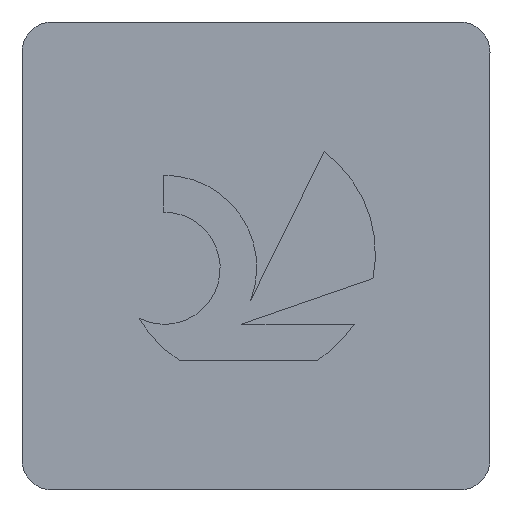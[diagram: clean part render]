
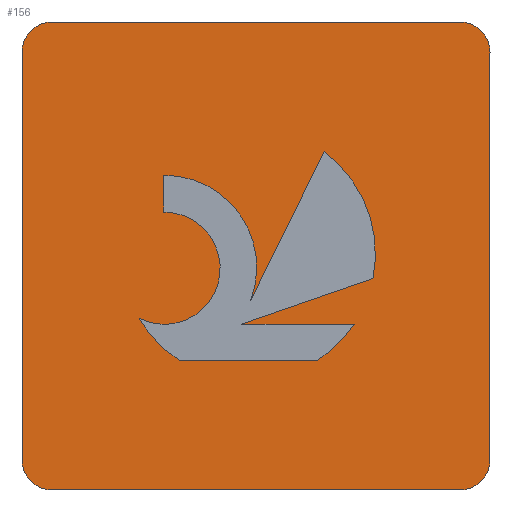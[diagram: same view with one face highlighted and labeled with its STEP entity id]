
A CAD part, top view. The second image highlights one B-rep face of the part: STEP entity #156.
In plain terms, the highlighted planar face has unit normal (0, 0, 1).
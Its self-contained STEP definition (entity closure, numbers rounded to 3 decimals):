
#142=EDGE_CURVE('',#366,#352,#394,.T.);
#150=EDGE_CURVE('',#348,#356,#402,.T.);
#152=EDGE_CURVE('',#296,#366,#404,.T.);
#156=ADVANCED_FACE('',(#409,#410),#411,.T.);
#158=EDGE_CURVE('',#282,#274,#413,.T.);
#180=VERTEX_POINT('',#438);
#184=EDGE_CURVE('',#350,#316,#442,.T.);
#188=VERTEX_POINT('',#446);
#200=VERTEX_POINT('',#459);
#208=EDGE_CURVE('',#322,#272,#468,.T.);
#214=EDGE_CURVE('',#356,#200,#474,.T.);
#224=EDGE_CURVE('',#316,#342,#485,.T.);
#236=EDGE_CURVE('',#286,#250,#500,.T.);
#240=EDGE_CURVE('',#272,#286,#504,.T.);
#246=EDGE_CURVE('',#250,#188,#511,.T.);
#250=VERTEX_POINT('',#516);
#262=EDGE_CURVE('',#200,#296,#529,.T.);
#272=VERTEX_POINT('',#541);
#274=VERTEX_POINT('',#543);
#282=VERTEX_POINT('',#552);
#286=VERTEX_POINT('',#556);
#296=VERTEX_POINT('',#566);
#304=VERTEX_POINT('',#574);
#308=EDGE_CURVE('',#304,#330,#578,.T.);
#316=VERTEX_POINT('',#589);
#320=EDGE_CURVE('',#188,#282,#593,.T.);
#322=VERTEX_POINT('',#595);
#330=VERTEX_POINT('',#603);
#340=EDGE_CURVE('',#352,#304,#614,.T.);
#342=VERTEX_POINT('',#616);
#344=EDGE_CURVE('',#342,#180,#618,.T.);
#348=VERTEX_POINT('',#622);
#350=VERTEX_POINT('',#624);
#352=VERTEX_POINT('',#626);
#356=VERTEX_POINT('',#631);
#362=EDGE_CURVE('',#330,#348,#637,.T.);
#366=VERTEX_POINT('',#641);
#372=EDGE_CURVE('',#180,#322,#647,.T.);
#376=EDGE_CURVE('',#274,#350,#651,.T.);
#394=CIRCLE('',#660,0.8);
#402=CIRCLE('',#674,0.8);
#404=LINE('',#677,#678);
#409=FACE_BOUND('',#683,.T.);
#410=FACE_OUTER_BOUND('',#684,.T.);
#411=PLANE('',#685);
#413=LINE('',#688,#689);
#438=CARTESIAN_POINT('',(3.095,4.541,0.0));
#442=CIRCLE('',#728,3.36);
#446=CARTESIAN_POINT('',(7.989,8.949,0.0));
#459=CARTESIAN_POINT('',(0.8,12.38,0.0));
#468=CIRCLE('',#764,1.483);
#474=LINE('',#773,#774);
#485=LINE('',#790,#791);
#500=CIRCLE('',#811,2.441);
#504=LINE('',#816,#817);
#511=LINE('',#827,#828);
#516=CARTESIAN_POINT('',(6.046,5.007,0.0));
#529=CIRCLE('',#851,0.8);
#541=CARTESIAN_POINT('',(3.749,7.35,0.0));
#543=CARTESIAN_POINT('',(5.818,4.388,0.0));
#552=CARTESIAN_POINT('',(9.285,5.591,0.0));
#556=CARTESIAN_POINT('',(3.749,8.326,0.0));
#566=CARTESIAN_POINT('',(0.,11.58,0.0));
#574=CARTESIAN_POINT('',(11.58,0.0,0.0));
#578=CIRCLE('',#912,0.8);
#589=CARTESIAN_POINT('',(7.82,3.431,0.0));
#593=CIRCLE('',#930,3.36);
#595=CARTESIAN_POINT('',(4.422,7.194,0.0));
#603=CARTESIAN_POINT('',(12.38,0.8,0.0));
#614=LINE('',#960,#961);
#616=CARTESIAN_POINT('',(4.158,3.431,0.0));
#618=CIRCLE('',#966,3.36);
#622=CARTESIAN_POINT('',(12.38,11.58,0.0));
#624=CARTESIAN_POINT('',(8.787,4.388,0.0));
#626=CARTESIAN_POINT('',(0.8,0.0,0.0));
#631=CARTESIAN_POINT('',(11.58,12.38,0.0));
#637=LINE('',#989,#990);
#641=CARTESIAN_POINT('',(0.0,0.8,0.0));
#647=CIRCLE('',#1005,1.483);
#651=LINE('',#1012,#1013);
#660=AXIS2_PLACEMENT_3D('',#1015,#1016,#1017);
#674=AXIS2_PLACEMENT_3D('',#1023,#1024,#1025);
#677=CARTESIAN_POINT('',(0.0,11.58,0.0));
#678=VECTOR('',#1026,1.0);
#683=EDGE_LOOP('',(#1036,#1037,#1038,#1039,#1040,#1041,#1042,#1043,#1044,#1045,#1046));
#684=EDGE_LOOP('',(#1047,#1048,#1049,#1050,#1051,#1052,#1053,#1054));
#685=AXIS2_PLACEMENT_3D('',#1055,#1056,#1057);
#688=CARTESIAN_POINT('',(6.264,4.542,0.0));
#689=VECTOR('',#1058,1.0);
#728=AXIS2_PLACEMENT_3D('',#1089,#1090,#1091);
#764=AXIS2_PLACEMENT_3D('',#1115,#1116,#1117);
#773=CARTESIAN_POINT('',(11.58,12.38,0.0));
#774=VECTOR('',#1119,1.0);
#790=CARTESIAN_POINT('',(5.174,3.431,0.0));
#791=VECTOR('',#1129,1.0);
#811=AXIS2_PLACEMENT_3D('',#1158,#1159,#1160);
#816=CARTESIAN_POINT('',(3.749,7.258,0.0));
#817=VECTOR('',#1161,1.0);
#827=CARTESIAN_POINT('',(7.266,7.482,0.0));
#828=VECTOR('',#1173,1.0);
#851=AXIS2_PLACEMENT_3D('',#1194,#1195,#1196);
#912=AXIS2_PLACEMENT_3D('',#1234,#1235,#1236);
#930=AXIS2_PLACEMENT_3D('',#1268,#1269,#1270);
#960=CARTESIAN_POINT('',(0.8,0.0,0.0));
#961=VECTOR('',#1283,1.0);
#966=AXIS2_PLACEMENT_3D('',#1284,#1285,#1286);
#989=CARTESIAN_POINT('',(12.38,0.8,0.0));
#990=VECTOR('',#1299,1.0);
#1005=AXIS2_PLACEMENT_3D('',#1302,#1303,#1304);
#1012=CARTESIAN_POINT('',(7.489,4.388,0.0));
#1013=VECTOR('',#1306,1.0);
#1015=CARTESIAN_POINT('',(0.8,0.8,0.0));
#1016=DIRECTION('',(0.0,0.0,1.0));
#1017=DIRECTION('',(-1.0,0.,0.0));
#1023=CARTESIAN_POINT('',(11.58,11.58,0.0));
#1024=DIRECTION('',(0.0,-0.0,1.0));
#1025=DIRECTION('',(1.0,0.,0.0));
#1026=DIRECTION('',(0.0,-1.0,0.0));
#1036=ORIENTED_EDGE('',*,*,#240,.T.);
#1037=ORIENTED_EDGE('',*,*,#236,.T.);
#1038=ORIENTED_EDGE('',*,*,#246,.T.);
#1039=ORIENTED_EDGE('',*,*,#320,.T.);
#1040=ORIENTED_EDGE('',*,*,#158,.T.);
#1041=ORIENTED_EDGE('',*,*,#376,.T.);
#1042=ORIENTED_EDGE('',*,*,#184,.T.);
#1043=ORIENTED_EDGE('',*,*,#224,.T.);
#1044=ORIENTED_EDGE('',*,*,#344,.T.);
#1045=ORIENTED_EDGE('',*,*,#372,.T.);
#1046=ORIENTED_EDGE('',*,*,#208,.T.);
#1047=ORIENTED_EDGE('',*,*,#340,.T.);
#1048=ORIENTED_EDGE('',*,*,#308,.T.);
#1049=ORIENTED_EDGE('',*,*,#362,.T.);
#1050=ORIENTED_EDGE('',*,*,#150,.T.);
#1051=ORIENTED_EDGE('',*,*,#214,.T.);
#1052=ORIENTED_EDGE('',*,*,#262,.T.);
#1053=ORIENTED_EDGE('',*,*,#152,.T.);
#1054=ORIENTED_EDGE('',*,*,#142,.T.);
#1055=CARTESIAN_POINT('',(6.19,6.19,0.0));
#1056=DIRECTION('',(0.0,0.0,1.0));
#1057=DIRECTION('',(1.0,0.0,0.0));
#1058=DIRECTION('',(-0.945,-0.328,0.0));
#1089=CARTESIAN_POINT('',(5.989,6.249,0.0));
#1090=DIRECTION('',(0.0,-0.0,-1.0));
#1091=DIRECTION('',(0.545,-0.838,0.0));
#1115=CARTESIAN_POINT('',(3.759,5.867,0.0));
#1116=DIRECTION('',(0.0,0.0,1.0));
#1117=DIRECTION('',(-0.447,-0.894,0.0));
#1119=DIRECTION('',(-1.0,0.0,0.0));
#1129=DIRECTION('',(-1.0,0.0,0.0));
#1158=CARTESIAN_POINT('',(3.768,5.885,0.0));
#1159=DIRECTION('',(0.0,-0.0,-1.0));
#1160=DIRECTION('',(0.933,-0.359,0.0));
#1161=DIRECTION('',(0.0,1.0,0.0));
#1173=DIRECTION('',(0.442,0.897,-0.0));
#1194=CARTESIAN_POINT('',(0.8,11.58,0.0));
#1195=DIRECTION('',(0.0,0.0,1.0));
#1196=DIRECTION('',(0.,1.0,0.0));
#1234=CARTESIAN_POINT('',(11.58,0.8,0.0));
#1235=DIRECTION('',(0.0,0.0,1.0));
#1236=DIRECTION('',(0.,-1.0,0.0));
#1268=CARTESIAN_POINT('',(5.989,6.249,0.0));
#1269=DIRECTION('',(0.0,-0.0,-1.0));
#1270=DIRECTION('',(0.981,-0.196,0.0));
#1283=DIRECTION('',(1.0,0.0,0.0));
#1284=CARTESIAN_POINT('',(5.989,6.249,0.0));
#1285=DIRECTION('',(-0.0,0.0,-1.0));
#1286=DIRECTION('',(-0.861,-0.508,0.0));
#1299=DIRECTION('',(0.0,1.0,0.0));
#1302=CARTESIAN_POINT('',(3.759,5.867,0.0));
#1303=DIRECTION('',(0.0,0.0,1.0));
#1304=DIRECTION('',(-0.447,-0.894,0.0));
#1306=DIRECTION('',(1.0,0.0,0.0));
